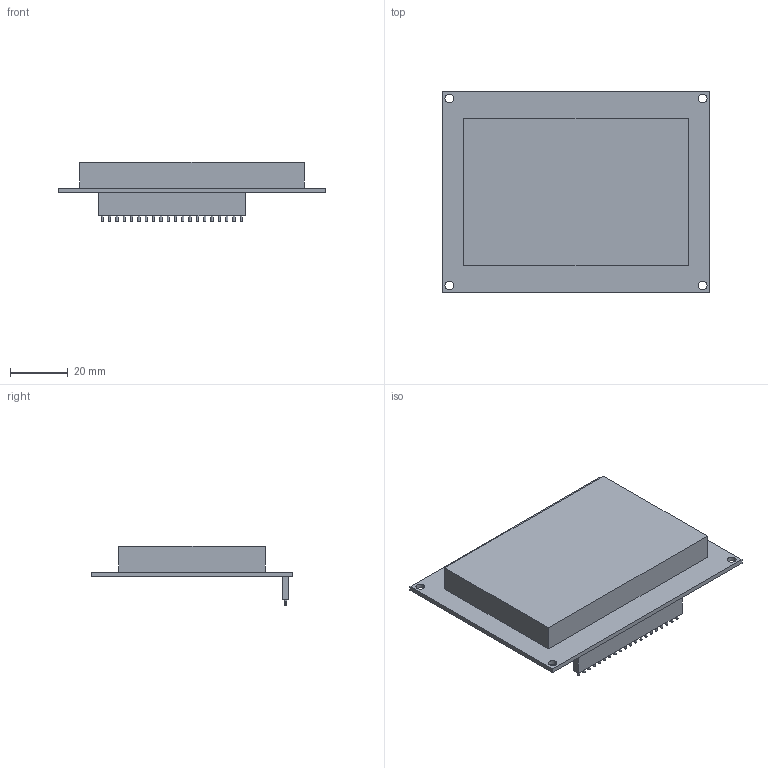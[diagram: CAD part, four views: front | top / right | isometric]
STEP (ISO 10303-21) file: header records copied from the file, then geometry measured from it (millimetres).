
FILE_DESCRIPTION (( 'STEP AP214' ), '1' );
FILE_NAME ('HJ12864ZW.STEP', '2012-04-09T15:28:59', ( '微软用户' ), ( '微软中国' ), 'SwSTEP 2.0', 'SolidWorks 2011', '' );
FILE_SCHEMA (( 'AUTOMOTIVE_DESIGN' ));
Length unit declared in the file: millimetre
Products named in the file (1): HJ12864ZW
Bounding box: 93 x 70 x 20.6 mm (x, y, z)
Volume: 47090.5 mm3; surface area: 16819.1 mm2
Topology: 1 solids, 1 shells, 84 faces, 180 edges, 120 vertices
Faces by surface type: cylinder 48, plane 36
Entity records: 2546 total; most frequent: DIRECTION 446, CARTESIAN_POINT 385, ORIENTED_EDGE 360, AXIS2_PLACEMENT_3D 181, EDGE_CURVE 180, VERTEX_POINT 120, EDGE_LOOP 114, CIRCLE 96
